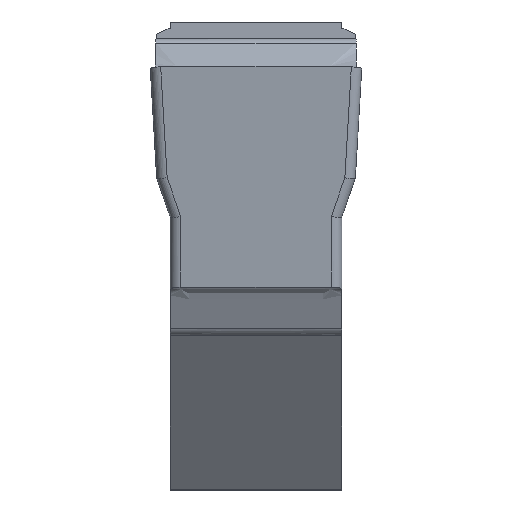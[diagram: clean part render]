
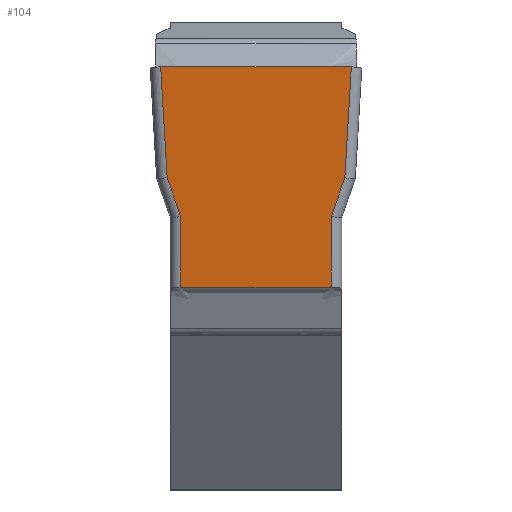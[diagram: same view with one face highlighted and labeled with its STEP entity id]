
A CAD part, front view. The second image highlights one B-rep face of the part: STEP entity #104.
In plain terms, the highlighted planar face has unit normal (0, -0.993, -0.122).
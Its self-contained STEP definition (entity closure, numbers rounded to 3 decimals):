
#100=FACE_BOUND('',#222,.T.);
#101=FACE_BOUND('',#223,.T.);
#104=ADVANCED_FACE('',(#100,#101),#152,.F.);
#152=PLANE('',#1040);
#222=EDGE_LOOP('',(#303,#304));
#223=EDGE_LOOP('',(#305,#306,#307,#308,#309,#310,#311,#312));
#303=ORIENTED_EDGE('',*,*,#675,.T.);
#304=ORIENTED_EDGE('',*,*,#675,.F.);
#305=ORIENTED_EDGE('',*,*,#676,.T.);
#306=ORIENTED_EDGE('',*,*,#677,.T.);
#307=ORIENTED_EDGE('',*,*,#678,.F.);
#308=ORIENTED_EDGE('',*,*,#679,.T.);
#309=ORIENTED_EDGE('',*,*,#680,.T.);
#310=ORIENTED_EDGE('',*,*,#681,.T.);
#311=ORIENTED_EDGE('',*,*,#682,.F.);
#312=ORIENTED_EDGE('',*,*,#683,.T.);
#581=VERTEX_POINT('',#1491);
#582=VERTEX_POINT('',#1492);
#583=VERTEX_POINT('',#1494);
#584=VERTEX_POINT('',#1495);
#585=VERTEX_POINT('',#1497);
#586=VERTEX_POINT('',#1499);
#587=VERTEX_POINT('',#1501);
#588=VERTEX_POINT('',#1503);
#589=VERTEX_POINT('',#1505);
#590=VERTEX_POINT('',#1507);
#675=EDGE_CURVE('',#581,#582,#810,.T.);
#676=EDGE_CURVE('',#583,#584,#811,.T.);
#677=EDGE_CURVE('',#584,#585,#812,.T.);
#678=EDGE_CURVE('',#586,#585,#813,.T.);
#679=EDGE_CURVE('',#586,#587,#814,.T.);
#680=EDGE_CURVE('',#587,#588,#815,.T.);
#681=EDGE_CURVE('',#588,#589,#816,.T.);
#682=EDGE_CURVE('',#590,#589,#817,.T.);
#683=EDGE_CURVE('',#590,#583,#818,.T.);
#810=LINE('',#1490,#897);
#811=LINE('',#1493,#898);
#812=LINE('',#1496,#899);
#813=LINE('',#1498,#900);
#814=LINE('',#1500,#901);
#815=LINE('',#1502,#902);
#816=LINE('',#1504,#903);
#817=LINE('',#1506,#904);
#818=LINE('',#1508,#905);
#897=VECTOR('',#1140,1.);
#898=VECTOR('',#1141,1.);
#899=VECTOR('',#1142,1.);
#900=VECTOR('',#1143,1.);
#901=VECTOR('',#1144,1.);
#902=VECTOR('',#1145,1.);
#903=VECTOR('',#1146,1.);
#904=VECTOR('',#1147,1.);
#905=VECTOR('',#1148,1.);
#1040=AXIS2_PLACEMENT_3D('',#1509,#1149,#1150);
#1140=DIRECTION('',(-1.,0.,0.));
#1141=DIRECTION('',(0.325,0.115,-0.939));
#1142=DIRECTION('',(0.,0.122,-0.993));
#1143=DIRECTION('',(-1.,0.,0.));
#1144=DIRECTION('',(0.,-0.122,0.993));
#1145=DIRECTION('',(0.325,-0.115,0.939));
#1146=DIRECTION('',(0.058,-0.122,0.991));
#1147=DIRECTION('',(1.,0.,0.));
#1148=DIRECTION('',(0.058,0.122,-0.991));
#1149=DIRECTION('',(0.,0.993,0.122));
#1150=DIRECTION('',(1.,0.,0.));
#1490=CARTESIAN_POINT('',(0.,-5.877,-1.));
#1491=CARTESIAN_POINT('',(1.743,-5.877,-1.));
#1492=CARTESIAN_POINT('',(-1.743,-5.877,-1.));
#1493=CARTESIAN_POINT('',(-2.151,-5.91,-0.734));
#1494=CARTESIAN_POINT('',(-1.68,-5.743,-2.093));
#1495=CARTESIAN_POINT('',(-1.425,-5.653,-2.828));
#1496=CARTESIAN_POINT('',(-1.425,-6.,0.));
#1497=CARTESIAN_POINT('',(-1.425,-5.489,-4.164));
#1498=CARTESIAN_POINT('',(9.625,-5.489,-4.164));
#1499=CARTESIAN_POINT('',(1.425,-5.489,-4.164));
#1500=CARTESIAN_POINT('',(1.425,-6.,0.));
#1501=CARTESIAN_POINT('',(1.425,-5.653,-2.828));
#1502=CARTESIAN_POINT('',(2.151,-5.91,-0.734));
#1503=CARTESIAN_POINT('',(1.68,-5.743,-2.093));
#1504=CARTESIAN_POINT('',(1.797,-5.987,-0.104));
#1505=CARTESIAN_POINT('',(1.803,-6.,0.));
#1506=CARTESIAN_POINT('',(0.,-6.,0.));
#1507=CARTESIAN_POINT('',(-1.803,-6.,0.));
#1508=CARTESIAN_POINT('',(-1.797,-5.987,-0.104));
#1509=CARTESIAN_POINT('',(0.,-6.,0.));
